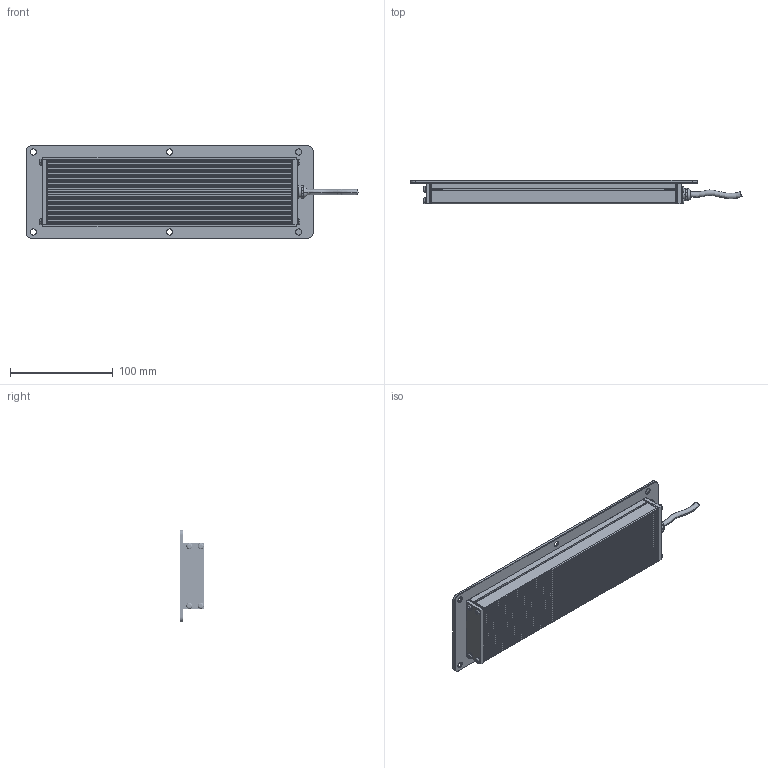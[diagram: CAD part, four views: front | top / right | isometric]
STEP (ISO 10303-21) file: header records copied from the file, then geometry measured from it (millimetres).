
FILE_DESCRIPTION((''),'2;1');
FILE_NAME('F9Q-280_ASM','2021-12-21T',('Administrator'),(''),'CREO PARAMETRIC BY PTC INC, 2014500','CREO PARAMETRIC BY PTC INC, 2014500','');
FILE_SCHEMA(('CONFIG_CONTROL_DESIGN'));
Length unit declared in the file: millimetre
Products named in the file (9): F9Q-DT-2_; F9Q-B-2_; F9Q-FSDP-2_; F9Q-JJJ-2_; M4-16_; GP-GP_; F9Q-JJJ-1_; F9Q-FSDP-280; F9Q-280_ASM
Assembly tree (16 placements, depth 2):
  F9Q-280_ASM
    F9Q-DT-2_
    F9Q-B-2_
    F9Q-FSDP-2_  x2
    F9Q-JJJ-2_
    M4-16_  x8
    GP-GP_
    F9Q-JJJ-1_
    F9Q-FSDP-280
Bounding box: 323.68 x 23.1 x 90 mm (x, y, z)
Surface area: 179883.6 mm2 (no closed solid volume)
Topology: 0 solids, 18 shells, 1213 faces, 3189 edges, 2024 vertices
Faces by surface type: cylinder 616, plane 319, bspline 240, cone 20, torus 18
Entity records: 24180 total; most frequent: CARTESIAN_POINT 13830, ORIENTED_EDGE 2196, DIRECTION 1945, EDGE_CURVE 1102, VERTEX_POINT 719, VECTOR 697, LINE 697, AXIS2_PLACEMENT_3D 624
